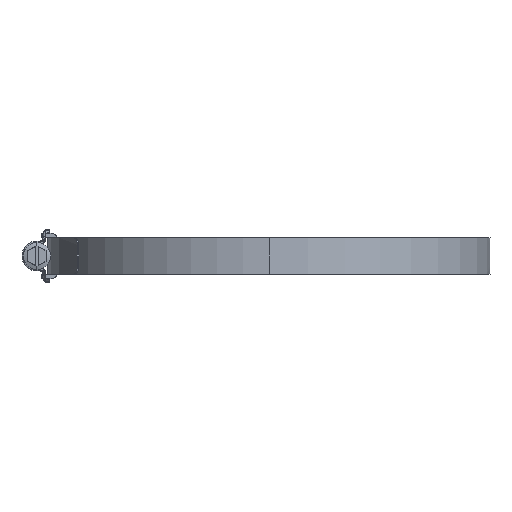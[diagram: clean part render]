
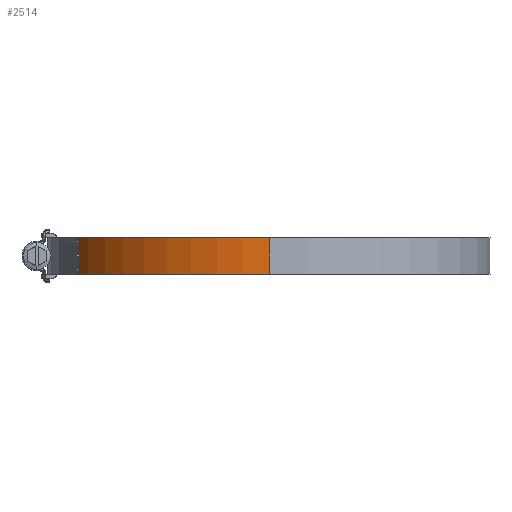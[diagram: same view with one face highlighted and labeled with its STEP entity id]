
A CAD part, left-side view. The second image highlights one B-rep face of the part: STEP entity #2514.
In plain terms, the highlighted cylindrical face has radius 97.19 mm (diameter 194.38 mm), a partial arc.
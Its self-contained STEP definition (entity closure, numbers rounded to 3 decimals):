
#84 = DIRECTION ( 'NONE',  ( 0., 0., 1. ) ) ;
#144 = EDGE_CURVE ( 'NONE', #4568, #5842, #7819, .T. ) ;
#353 = DIRECTION ( 'NONE',  ( -1., 0., 0. ) ) ;
#464 = EDGE_CURVE ( 'NONE', #4201, #5842, #4062, .T. ) ;
#1171 = CARTESIAN_POINT ( 'NONE',  ( 0., 97.19, 7.95 ) ) ;
#1259 = EDGE_LOOP ( 'NONE', ( #8524, #3294, #6832, #2275 ) ) ;
#1325 = CARTESIAN_POINT ( 'NONE',  ( 0., 0., 7.95 ) ) ;
#2275 = ORIENTED_EDGE ( 'NONE', *, *, #144, .T. ) ;
#2514 = ADVANCED_FACE ( 'NONE', ( #6755 ), #5222, .T. ) ;
#2599 = CARTESIAN_POINT ( 'NONE',  ( 0., 0., -7.95 ) ) ;
#3294 = ORIENTED_EDGE ( 'NONE', *, *, #9325, .F. ) ;
#3373 = AXIS2_PLACEMENT_3D ( 'NONE', #2599, #84, #8794 ) ;
#3516 = CARTESIAN_POINT ( 'NONE',  ( -97.19, 0., 7.95 ) ) ;
#3580 = EDGE_CURVE ( 'NONE', #6371, #4568, #7386, .T. ) ;
#4062 = LINE ( 'NONE', #9599, #4510 ) ;
#4165 = CARTESIAN_POINT ( 'NONE',  ( 0., 97.19, 7.95 ) ) ;
#4201 = VERTEX_POINT ( 'NONE', #3516 ) ;
#4384 = CARTESIAN_POINT ( 'NONE',  ( 0., 0., 7.95 ) ) ;
#4436 = DIRECTION ( 'NONE',  ( 0., 0., 1. ) ) ;
#4510 = VECTOR ( 'NONE', #5663, 1000. ) ;
#4568 = VERTEX_POINT ( 'NONE', #9602 ) ;
#5109 = AXIS2_PLACEMENT_3D ( 'NONE', #4384, #5878, #353 ) ;
#5222 = CYLINDRICAL_SURFACE ( 'NONE', #5109, 97.19 ) ;
#5663 = DIRECTION ( 'NONE',  ( 0., 0., -1. ) ) ;
#5842 = VERTEX_POINT ( 'NONE', #9891 ) ;
#5878 = DIRECTION ( 'NONE',  ( 0., 0., -1. ) ) ;
#6182 = CIRCLE ( 'NONE', #9161, 97.19 ) ;
#6371 = VERTEX_POINT ( 'NONE', #4165 ) ;
#6451 = VECTOR ( 'NONE', #10063, 1000. ) ;
#6755 = FACE_OUTER_BOUND ( 'NONE', #1259, .T. ) ;
#6832 = ORIENTED_EDGE ( 'NONE', *, *, #3580, .T. ) ;
#7386 = LINE ( 'NONE', #1171, #6451 ) ;
#7586 = DIRECTION ( 'NONE',  ( 1., 0., 0. ) ) ;
#7819 = CIRCLE ( 'NONE', #3373, 97.19 ) ;
#8524 = ORIENTED_EDGE ( 'NONE', *, *, #464, .F. ) ;
#8794 = DIRECTION ( 'NONE',  ( 1., 0., 0. ) ) ;
#9161 = AXIS2_PLACEMENT_3D ( 'NONE', #1325, #4436, #7586 ) ;
#9325 = EDGE_CURVE ( 'NONE', #6371, #4201, #6182, .T. ) ;
#9599 = CARTESIAN_POINT ( 'NONE',  ( -97.19, 0., 7.95 ) ) ;
#9602 = CARTESIAN_POINT ( 'NONE',  ( 0., 97.19, -7.95 ) ) ;
#9891 = CARTESIAN_POINT ( 'NONE',  ( -97.19, 0., -7.95 ) ) ;
#10063 = DIRECTION ( 'NONE',  ( 0., 0., -1. ) ) ;
